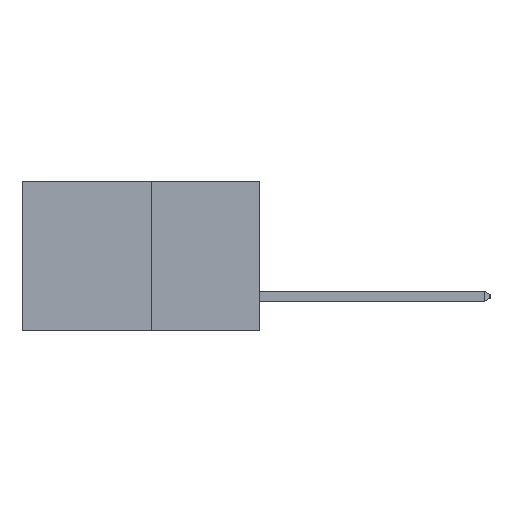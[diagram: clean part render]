
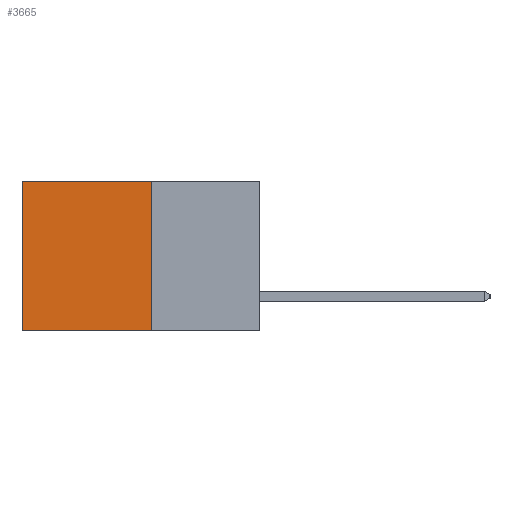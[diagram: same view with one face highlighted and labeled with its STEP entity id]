
A CAD part, left-side view. The second image highlights one B-rep face of the part: STEP entity #3665.
In plain terms, the highlighted planar face has unit normal (-1, 0, 0).
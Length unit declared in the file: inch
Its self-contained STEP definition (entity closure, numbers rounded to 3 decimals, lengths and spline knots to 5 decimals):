
#295 = LINE ( 'NONE', #3214, #6200 ) ;
#387 = CARTESIAN_POINT ( 'NONE',  ( 0.277, 0.59, -0.37 ) ) ;
#535 = DIRECTION ( 'NONE',  ( 0., 0., -1. ) ) ;
#731 = CARTESIAN_POINT ( 'NONE',  ( 0.277, 0.59, 0. ) ) ;
#779 = VECTOR ( 'NONE', #3458, 39.37008 ) ;
#1692 = CARTESIAN_POINT ( 'NONE',  ( 0.277, 0.27, -0.37 ) ) ;
#1942 = LINE ( 'NONE', #5039, #10319 ) ;
#1978 = ORIENTED_EDGE ( 'NONE', *, *, #2023, .T. ) ;
#2023 = EDGE_CURVE ( 'NONE', #8965, #9319, #7071, .T. ) ;
#3179 = CARTESIAN_POINT ( 'NONE',  ( 0.277, 0.27, -0.37 ) ) ;
#3214 = CARTESIAN_POINT ( 'NONE',  ( 0.277, 0.27, -0.37 ) ) ;
#3458 = DIRECTION ( 'NONE',  ( 0., 0., -1. ) ) ;
#3665 = ADVANCED_FACE ( 'NONE', ( #8933 ), #6465, .F. ) ;
#4112 = EDGE_CURVE ( 'NONE', #12861, #12760, #295, .T. ) ;
#5039 = CARTESIAN_POINT ( 'NONE',  ( 0.277, 0.27, -0.37 ) ) ;
#5576 = EDGE_CURVE ( 'NONE', #9319, #12760, #9554, .T. ) ;
#5847 = EDGE_LOOP ( 'NONE', ( #12003, #6820, #13426, #1978 ) ) ;
#6200 = VECTOR ( 'NONE', #11156, 39.37008 ) ;
#6433 = DIRECTION ( 'NONE',  ( 0., 0., -1. ) ) ;
#6465 = PLANE ( 'NONE',  #11181 ) ;
#6586 = DIRECTION ( 'NONE',  ( 0., 1., 0. ) ) ;
#6820 = ORIENTED_EDGE ( 'NONE', *, *, #4112, .F. ) ;
#7071 = LINE ( 'NONE', #7614, #12168 ) ;
#7405 = DIRECTION ( 'NONE',  ( 1., 0., 0. ) ) ;
#7614 = CARTESIAN_POINT ( 'NONE',  ( 0.277, 0.27, 0. ) ) ;
#8933 = FACE_OUTER_BOUND ( 'NONE', #5847, .T. ) ;
#8965 = VERTEX_POINT ( 'NONE', #10027 ) ;
#9319 = VERTEX_POINT ( 'NONE', #731 ) ;
#9554 = LINE ( 'NONE', #9976, #779 ) ;
#9976 = CARTESIAN_POINT ( 'NONE',  ( 0.277, 0.59, -0.37 ) ) ;
#10027 = CARTESIAN_POINT ( 'NONE',  ( 0.277, 0.27, 0. ) ) ;
#10319 = VECTOR ( 'NONE', #535, 39.37008 ) ;
#10990 = EDGE_CURVE ( 'NONE', #8965, #12861, #1942, .T. ) ;
#11156 = DIRECTION ( 'NONE',  ( 0., 1., 0. ) ) ;
#11181 = AXIS2_PLACEMENT_3D ( 'NONE', #3179, #7405, #6433 ) ;
#12003 = ORIENTED_EDGE ( 'NONE', *, *, #5576, .T. ) ;
#12168 = VECTOR ( 'NONE', #6586, 39.37008 ) ;
#12760 = VERTEX_POINT ( 'NONE', #387 ) ;
#12861 = VERTEX_POINT ( 'NONE', #1692 ) ;
#13426 = ORIENTED_EDGE ( 'NONE', *, *, #10990, .F. ) ;
